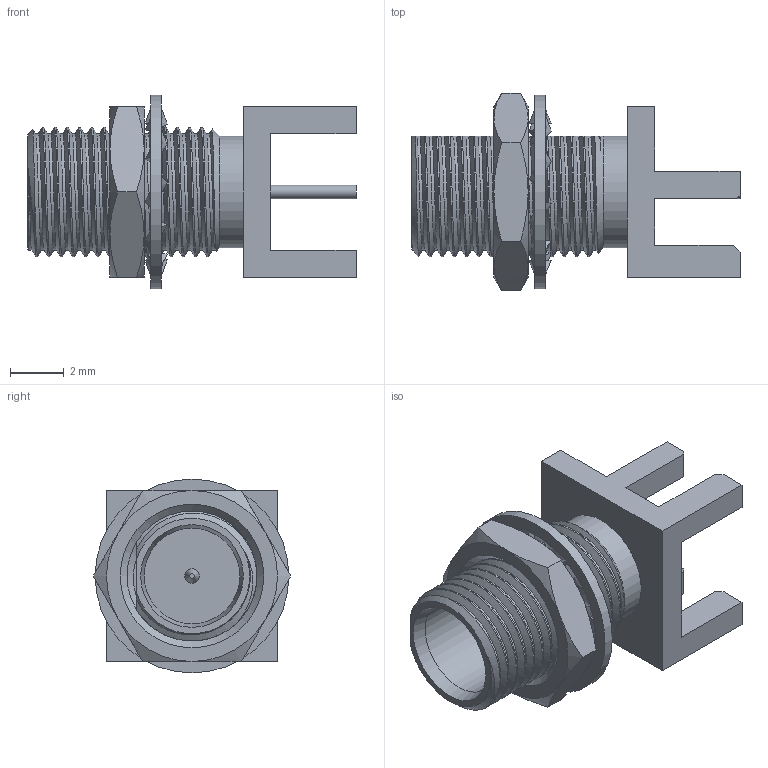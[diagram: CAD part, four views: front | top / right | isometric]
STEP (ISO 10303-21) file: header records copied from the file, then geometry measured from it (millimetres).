
FILE_DESCRIPTION (( 'STEP AP203' ), '1' );
FILE_NAME ('PE44377_3D.step', '2021-11-12T17:10:37', ( '' ), ( '' ), 'SwSTEP 2.0', 'SolidWorks 2021', '' );
FILE_SCHEMA (( 'CONFIG_CONTROL_DESIGN' ));
Length unit declared in the file: inch
Products named in the file (1): PE44377_3D
Bounding box: 12.19 x 7.33 x 7.2 mm (x, y, z)
Volume: 176.7 mm3; surface area: 500.3 mm2
Topology: 3 solids, 3 shells, 197 faces, 576 edges, 391 vertices
Faces by surface type: bspline 94, plane 51, cylinder 33, cone 19
Full cylindrical faces by diameter (mm): 0.508 x1, 0.534 x1, 0.762 x1, 2.896 x1, 3.557 x1, 4.146 x1, 7.2 x1
Entity records: 29892 total; most frequent: CARTESIAN_POINT 25547, ORIENTED_EDGE 1128, EDGE_CURVE 564, DIRECTION 556, VERTEX_POINT 390, EDGE_LOOP 218, FACE_OUTER_BOUND 204, ADVANCED_FACE 197
